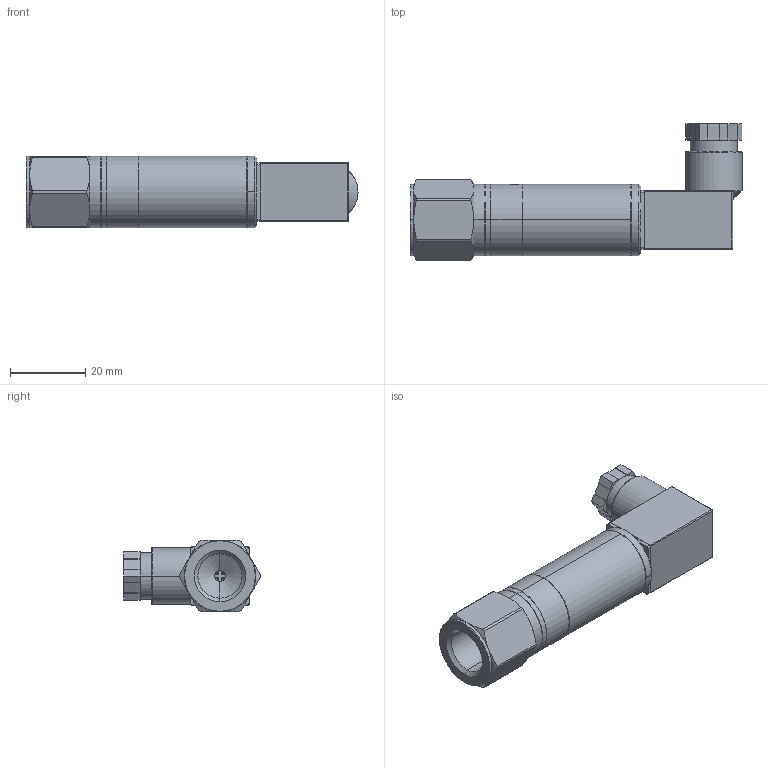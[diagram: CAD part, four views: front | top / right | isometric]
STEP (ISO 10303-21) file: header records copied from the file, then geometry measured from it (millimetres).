
FILE_DESCRIPTION((''),'2;1');
FILE_NAME('ADROIT62D2-TB-A2-CD-H0-PA_6_BAR_ASM','2022-11-29T09:17:49',('212726943'),(''),'CREO PARAMETRIC BY PTC INC, 2020044','CREO PARAMETRIC BY PTC INC, 2020044','');
FILE_SCHEMA(('CONFIG_CONTROL_DESIGN'));
Products named in the file (35): 139M2548; 142M9312; S40-002; S40-001; SA40_ASM; S85-002; S85-001; SA85_ASM; 138M7979-15054; 138M7979-23615_ASM; S37-001; S37-002; SA37_ASM; 146M9438; 146M6717_ASM; ADROIT62D2-TB-A2-CD-H0-PA_6_B_1_ASM; A000967409_1; A000967414_1; A000967563_1; S000119700_1; A000967408_1_1; BACKENDASSEMBLY_CONCEPT_ASM; 511100452_; 144M8505_DIN_ASSY_ASM; MICRO_DIN_INNARDS; MICRO_DIN_CONTACT; MICRO_DIN_GRUB; MICRO_DIN_SHELL; MICRO_DIN_SCREW; MICRO_DIN_SEAL; MICRO_DIN_GROMMET; MICRO_DIN_WASHER; MICRO_DIN_RETAINER; 192-257-01_ASM; ADROIT62D2-TB-A2-CD-H0-PA_6_BAR_ASM
Assembly tree (42 placements, depth 5):
  ADROIT62D2-TB-A2-CD-H0-PA_6_BAR_ASM
    ADROIT62D2-TB-A2-CD-H0-PA_6_B_1_ASM
      139M2548
      142M9312
      146M6717_ASM
        SA40_ASM
          S40-002
          S40-001
        SA85_ASM
          S85-002
          S85-001
        138M7979-23615_ASM
          138M7979-15054
        SA37_ASM
          S37-001
          S37-002
        146M9438
    144M8505_DIN_ASSY_ASM
      BACKENDASSEMBLY_CONCEPT_ASM
        A000967409_1
        A000967414_1
        A000967563_1  x3
        S000119700_1
        A000967408_1_1
      511100452_
    192-257-01_ASM
      MICRO_DIN_INNARDS
      MICRO_DIN_CONTACT  x4
      MICRO_DIN_GRUB  x4
      MICRO_DIN_SHELL
      MICRO_DIN_SCREW
      MICRO_DIN_SEAL
      MICRO_DIN_GROMMET
      MICRO_DIN_WASHER
      MICRO_DIN_RETAINER
Bounding box: 88.53 x 36.5 x 19.05 mm (x, y, z)
Volume: 15396.1 mm3; surface area: 20998.5 mm2
Topology: 33 solids, 33 shells, 2461 faces, 6660 edges, 4369 vertices
Faces by surface type: plane 1803, cylinder 481, cone 115, bspline 32, torus 26, sphere 4
Entity records: 72274 total; most frequent: CARTESIAN_POINT 14610, ORIENTED_EDGE 12038, DIRECTION 11560, EDGE_CURVE 6019, VECTOR 4802, LINE 4802, VERTEX_POINT 3955, AXIS2_PLACEMENT_3D 3379
